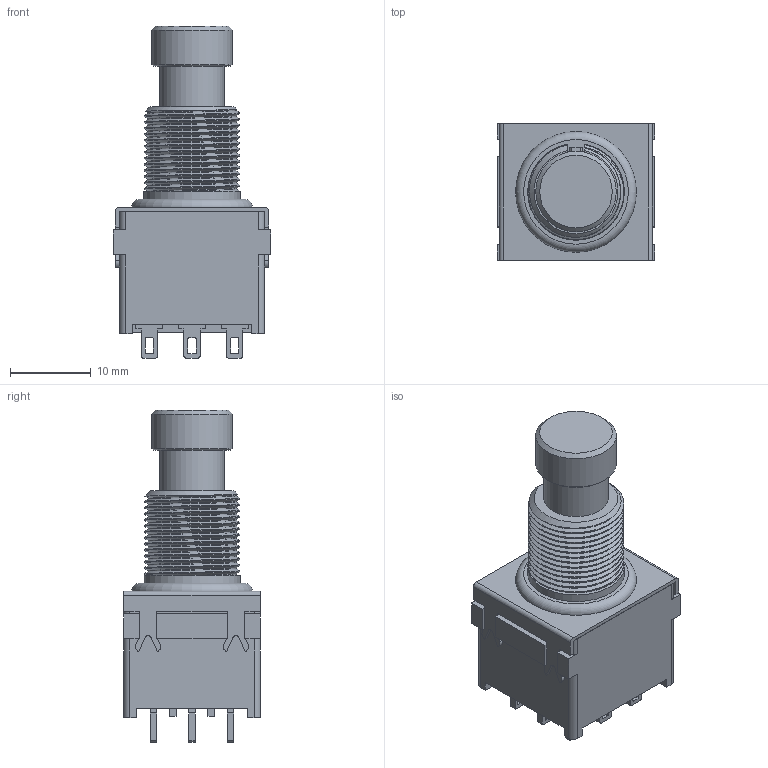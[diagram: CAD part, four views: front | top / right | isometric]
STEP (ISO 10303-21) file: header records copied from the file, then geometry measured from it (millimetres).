
FILE_DESCRIPTION(/* description */ (''),/* implementation_level */ '2;1');
FILE_NAME(/* name */ 'SF17020F-0302-21R-L.step',/* time_stamp */ '2021-03-21T21:05:58+03:00',/* author */ (''),/* organization */ (''),/* preprocessor_version */ 'ST-DEVELOPER v18.1',/* originating_system */ 'Autodesk Translation Framework v9.10.0.1330',/* authorisation */ '');
FILE_SCHEMA (('AUTOMOTIVE_DESIGN { 1 0 10303 214 3 1 1 }'));
Length unit declared in the file: millimetre
Products named in the file (1): SF17020F-0302-21R-L
Bounding box: 19.6 x 17 x 41.2 mm (x, y, z)
Volume: 6619 mm3; surface area: 5304.7 mm2
Topology: 13 solids, 13 shells, 460 faces, 1255 edges, 836 vertices
Faces by surface type: plane 315, cylinder 111, bspline 29, cone 4, torus 1
Full cylindrical faces by diameter (mm): 8 x2, 10 x1, 12 x1
Entity records: 17945 total; most frequent: CARTESIAN_POINT 6333, ORIENTED_EDGE 2510, DIRECTION 2177, EDGE_CURVE 1255, LINE 957, VECTOR 957, VERTEX_POINT 836, AXIS2_PLACEMENT_3D 610
